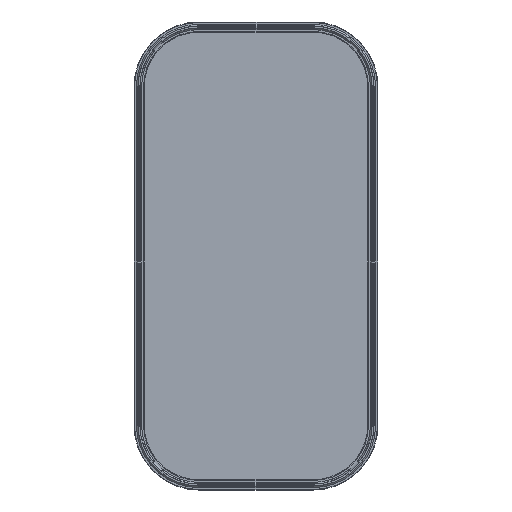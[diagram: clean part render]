
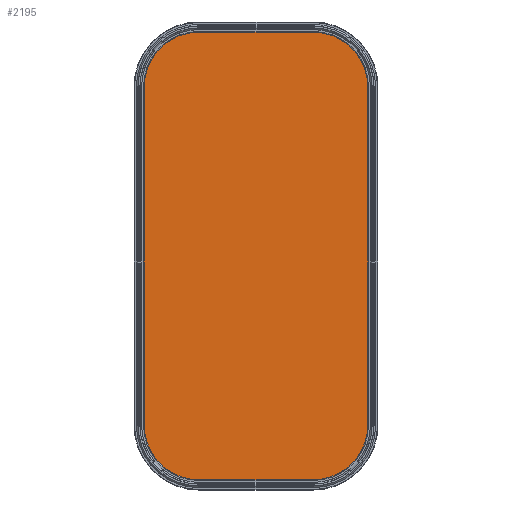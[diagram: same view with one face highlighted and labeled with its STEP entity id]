
A CAD part, top view. The second image highlights one B-rep face of the part: STEP entity #2195.
In plain terms, the highlighted planar face has unit normal (0, 0, 1).
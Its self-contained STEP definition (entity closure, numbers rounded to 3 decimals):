
#23 = VECTOR ( 'NONE', #2368, 1000. ) ;
#37 = ORIENTED_EDGE ( 'NONE', *, *, #2439, .T. ) ;
#70 = VERTEX_POINT ( 'NONE', #916 ) ;
#118 = CARTESIAN_POINT ( 'NONE',  ( -224.5, 340., 4. ) ) ;
#124 = EDGE_LOOP ( 'NONE', ( #727, #37, #2039, #1211, #2141, #1586, #2500, #1106 ) ) ;
#143 = DIRECTION ( 'NONE',  ( 1., 0., 0. ) ) ;
#151 = DIRECTION ( 'NONE',  ( 0., 0., 1. ) ) ;
#180 = DIRECTION ( 'NONE',  ( -1., 0., 0. ) ) ;
#195 = CARTESIAN_POINT ( 'NONE',  ( -115., 449.5, 4. ) ) ;
#213 = DIRECTION ( 'NONE',  ( -1., 0., 0. ) ) ;
#219 = AXIS2_PLACEMENT_3D ( 'NONE', #2016, #638, #213 ) ;
#223 = AXIS2_PLACEMENT_3D ( 'NONE', #1199, #1774, #180 ) ;
#228 = PLANE ( 'NONE',  #219 ) ;
#339 = EDGE_CURVE ( 'NONE', #70, #1503, #1963, .T. ) ;
#513 = CARTESIAN_POINT ( 'NONE',  ( 224.5, -340., 4. ) ) ;
#532 = VERTEX_POINT ( 'NONE', #1600 ) ;
#597 = VERTEX_POINT ( 'NONE', #1847 ) ;
#638 = DIRECTION ( 'NONE',  ( 0., 0., -1. ) ) ;
#727 = ORIENTED_EDGE ( 'NONE', *, *, #904, .T. ) ;
#904 = EDGE_CURVE ( 'NONE', #1965, #1216, #1167, .T. ) ;
#916 = CARTESIAN_POINT ( 'NONE',  ( -224.5, 340., 4. ) ) ;
#994 = CARTESIAN_POINT ( 'NONE',  ( 115., -340., 4. ) ) ;
#997 = CARTESIAN_POINT ( 'NONE',  ( 224.5, 340., 4. ) ) ;
#1043 = DIRECTION ( 'NONE',  ( -1., 0., 0. ) ) ;
#1048 = CARTESIAN_POINT ( 'NONE',  ( -115., -449.5, 4. ) ) ;
#1060 = FACE_OUTER_BOUND ( 'NONE', #124, .T. ) ;
#1073 = CARTESIAN_POINT ( 'NONE',  ( -115., 449.5, 4. ) ) ;
#1101 = LINE ( 'NONE', #1073, #2412 ) ;
#1106 = ORIENTED_EDGE ( 'NONE', *, *, #2470, .T. ) ;
#1137 = CARTESIAN_POINT ( 'NONE',  ( 115., -449.5, 4. ) ) ;
#1153 = VERTEX_POINT ( 'NONE', #1048 ) ;
#1162 = EDGE_CURVE ( 'NONE', #597, #1804, #1101, .T. ) ;
#1167 = LINE ( 'NONE', #997, #2391 ) ;
#1199 = CARTESIAN_POINT ( 'NONE',  ( -115., -340., 4. ) ) ;
#1211 = ORIENTED_EDGE ( 'NONE', *, *, #1468, .T. ) ;
#1216 = VERTEX_POINT ( 'NONE', #2321 ) ;
#1282 = CIRCLE ( 'NONE', #1987, 109.5 ) ;
#1371 = CIRCLE ( 'NONE', #223, 109.5 ) ;
#1407 = DIRECTION ( 'NONE',  ( -1., 0., 0. ) ) ;
#1445 = CARTESIAN_POINT ( 'NONE',  ( -224.5, -340., 4. ) ) ;
#1468 = EDGE_CURVE ( 'NONE', #1804, #70, #1497, .T. ) ;
#1478 = CARTESIAN_POINT ( 'NONE',  ( -115., 340., 4. ) ) ;
#1497 = CIRCLE ( 'NONE', #2204, 109.5 ) ;
#1503 = VERTEX_POINT ( 'NONE', #1445 ) ;
#1535 = AXIS2_PLACEMENT_3D ( 'NONE', #994, #151, #1407 ) ;
#1565 = CARTESIAN_POINT ( 'NONE',  ( 115., 340., 4. ) ) ;
#1579 = EDGE_CURVE ( 'NONE', #1153, #532, #1711, .T. ) ;
#1586 = ORIENTED_EDGE ( 'NONE', *, *, #1734, .T. ) ;
#1600 = CARTESIAN_POINT ( 'NONE',  ( 115., -449.5, 4. ) ) ;
#1604 = DIRECTION ( 'NONE',  ( -1., 0., 0. ) ) ;
#1694 = VECTOR ( 'NONE', #143, 1000. ) ;
#1711 = LINE ( 'NONE', #1137, #1694 ) ;
#1734 = EDGE_CURVE ( 'NONE', #1503, #1153, #1371, .T. ) ;
#1774 = DIRECTION ( 'NONE',  ( 0., 0., 1. ) ) ;
#1804 = VERTEX_POINT ( 'NONE', #195 ) ;
#1847 = CARTESIAN_POINT ( 'NONE',  ( 115., 449.5, 4. ) ) ;
#1953 = DIRECTION ( 'NONE',  ( 0., 0., 1. ) ) ;
#1963 = LINE ( 'NONE', #118, #23 ) ;
#1965 = VERTEX_POINT ( 'NONE', #513 ) ;
#1987 = AXIS2_PLACEMENT_3D ( 'NONE', #1565, #1953, #1604 ) ;
#2016 = CARTESIAN_POINT ( 'NONE',  ( 115., 340., 4. ) ) ;
#2039 = ORIENTED_EDGE ( 'NONE', *, *, #1162, .T. ) ;
#2141 = ORIENTED_EDGE ( 'NONE', *, *, #339, .T. ) ;
#2159 = CIRCLE ( 'NONE', #1535, 109.5 ) ;
#2195 = ADVANCED_FACE ( 'NONE', ( #1060 ), #228, .F. ) ;
#2204 = AXIS2_PLACEMENT_3D ( 'NONE', #1478, #2436, #1043 ) ;
#2321 = CARTESIAN_POINT ( 'NONE',  ( 224.5, 340., 4. ) ) ;
#2368 = DIRECTION ( 'NONE',  ( 0., -1., 0. ) ) ;
#2391 = VECTOR ( 'NONE', #2542, 1000. ) ;
#2412 = VECTOR ( 'NONE', #2514, 1000. ) ;
#2436 = DIRECTION ( 'NONE',  ( 0., 0., 1. ) ) ;
#2439 = EDGE_CURVE ( 'NONE', #1216, #597, #1282, .T. ) ;
#2470 = EDGE_CURVE ( 'NONE', #532, #1965, #2159, .T. ) ;
#2500 = ORIENTED_EDGE ( 'NONE', *, *, #1579, .T. ) ;
#2514 = DIRECTION ( 'NONE',  ( -1., 0., 0. ) ) ;
#2542 = DIRECTION ( 'NONE',  ( 0., 1., 0. ) ) ;
